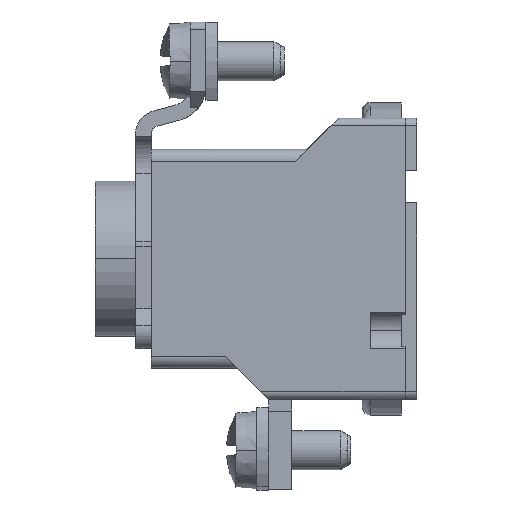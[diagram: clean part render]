
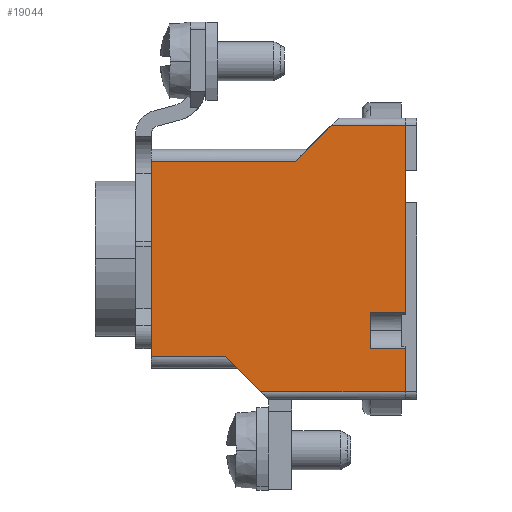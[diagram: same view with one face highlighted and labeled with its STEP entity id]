
A CAD part, left-side view. The second image highlights one B-rep face of the part: STEP entity #19044.
In plain terms, the highlighted planar face has unit normal (-1, 0, 0).
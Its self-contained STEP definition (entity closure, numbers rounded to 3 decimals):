
#12072=DIRECTION('',(0.,0.,-1.));
#12073=VECTOR('',#12072,25.);
#12074=CARTESIAN_POINT('',(-40.35,34.,12.5));
#12075=LINE('',#12074,#12073);
#13499=DIRECTION('',(0.,-1.,0.));
#13500=VECTOR('',#13499,9.5);
#13501=CARTESIAN_POINT('',(-40.35,34.,-12.5));
#13502=LINE('',#13501,#13500);
#13506=CARTESIAN_POINT('',(-40.35,24.5,-12.5));
#13518=DIRECTION('',(0.,-1.,0.));
#13519=VECTOR('',#13518,4.5);
#13520=CARTESIAN_POINT('',(-40.35,6.,-11.442));
#13521=LINE('',#13520,#13519);
#13525=DIRECTION('',(0.,0.707,0.707));
#13526=VECTOR('',#13525,6.364);
#13527=CARTESIAN_POINT('',(-40.35,20.,-17.));
#13528=LINE('',#13527,#13526);
#13532=DIRECTION('',(0.,-0.707,0.707));
#13533=VECTOR('',#13532,6.364);
#13534=CARTESIAN_POINT('',(-40.35,15.5,12.5));
#13535=LINE('',#13534,#13533);
#13539=DIRECTION('',(0.,-1.,0.));
#13540=VECTOR('',#13539,4.5);
#13541=CARTESIAN_POINT('',(-40.35,6.,-6.942));
#13542=LINE('',#13541,#13540);
#13560=DIRECTION('',(0.,0.,1.));
#13561=VECTOR('',#13560,23.942);
#13562=CARTESIAN_POINT('',(-40.35,1.5,-6.942));
#13563=LINE('',#13562,#13561);
#13624=DIRECTION('',(0.,1.,0.));
#13625=VECTOR('',#13624,9.5);
#13626=CARTESIAN_POINT('',(-40.35,1.5,17.));
#13627=LINE('',#13626,#13625);
#14815=DIRECTION('',(0.,0.,1.));
#14816=VECTOR('',#14815,5.558);
#14817=CARTESIAN_POINT('',(-40.35,1.5,-17.));
#14818=LINE('',#14817,#14816);
#14829=DIRECTION('',(0.,0.,1.));
#14830=VECTOR('',#14829,4.5);
#14831=CARTESIAN_POINT('',(-40.35,6.,-11.442));
#14832=LINE('',#14831,#14830);
#15136=DIRECTION('',(0.,-1.,0.));
#15137=VECTOR('',#15136,18.5);
#15138=CARTESIAN_POINT('',(-40.35,20.,-17.));
#15139=LINE('',#15138,#15137);
#15595=DIRECTION('',(0.,1.,0.));
#15596=VECTOR('',#15595,18.5);
#15597=CARTESIAN_POINT('',(-40.35,15.5,12.5));
#15598=LINE('',#15597,#15596);
#16625=CARTESIAN_POINT('',(-40.35,34.,12.5));
#16626=VERTEX_POINT('',#16625);
#16627=CARTESIAN_POINT('',(-40.35,34.,-12.5));
#16628=VERTEX_POINT('',#16627);
#16928=VERTEX_POINT('',#13506);
#16929=CARTESIAN_POINT('',(-40.35,20.,-17.));
#16930=VERTEX_POINT('',#16929);
#16931=CARTESIAN_POINT('',(-40.35,6.,-6.942));
#16932=CARTESIAN_POINT('',(-40.35,1.5,-6.942));
#16933=VERTEX_POINT('',#16931);
#16934=VERTEX_POINT('',#16932);
#16935=CARTESIAN_POINT('',(-40.35,6.,-11.442));
#16936=VERTEX_POINT('',#16935);
#16937=CARTESIAN_POINT('',(-40.35,1.5,-11.442));
#16938=VERTEX_POINT('',#16937);
#16939=CARTESIAN_POINT('',(-40.35,1.5,-17.));
#16940=VERTEX_POINT('',#16939);
#16941=CARTESIAN_POINT('',(-40.35,15.5,12.5));
#16942=VERTEX_POINT('',#16941);
#16943=CARTESIAN_POINT('',(-40.35,11.,17.));
#16944=VERTEX_POINT('',#16943);
#16945=CARTESIAN_POINT('',(-40.35,1.5,17.));
#16946=VERTEX_POINT('',#16945);
#19016=CARTESIAN_POINT('',(-40.35,0.,-18.));
#19017=DIRECTION('',(-1.,0.,0.));
#19018=DIRECTION('',(0.,0.,1.));
#19019=AXIS2_PLACEMENT_3D('',#19016,#19017,#19018);
#19020=PLANE('',#19019);
#19022=ORIENTED_EDGE('',*,*,#19021,.F.);
#19024=ORIENTED_EDGE('',*,*,#19023,.F.);
#19026=ORIENTED_EDGE('',*,*,#19025,.T.);
#19028=ORIENTED_EDGE('',*,*,#19027,.F.);
#19030=ORIENTED_EDGE('',*,*,#19029,.F.);
#19031=ORIENTED_EDGE('',*,*,#18979,.T.);
#19032=ORIENTED_EDGE('',*,*,#19003,.F.);
#19033=ORIENTED_EDGE('',*,*,#17760,.F.);
#19035=ORIENTED_EDGE('',*,*,#19034,.F.);
#19037=ORIENTED_EDGE('',*,*,#19036,.T.);
#19039=ORIENTED_EDGE('',*,*,#19038,.F.);
#19041=ORIENTED_EDGE('',*,*,#19040,.F.);
#19042=EDGE_LOOP('',(#19022,#19024,#19026,#19028,#19030,#19031,#19032,#19033,
#19035,#19037,#19039,#19041));
#19043=FACE_OUTER_BOUND('',#19042,.F.);
#17760=EDGE_CURVE('',#16626,#16628,#12075,.T.);
#18979=EDGE_CURVE('',#16930,#16928,#13528,.T.);
#19003=EDGE_CURVE('',#16628,#16928,#13502,.T.);
#19021=EDGE_CURVE('',#16933,#16934,#13542,.T.);
#19023=EDGE_CURVE('',#16936,#16933,#14832,.T.);
#19025=EDGE_CURVE('',#16936,#16938,#13521,.T.);
#19027=EDGE_CURVE('',#16940,#16938,#14818,.T.);
#19029=EDGE_CURVE('',#16930,#16940,#15139,.T.);
#19034=EDGE_CURVE('',#16942,#16626,#15598,.T.);
#19036=EDGE_CURVE('',#16942,#16944,#13535,.T.);
#19038=EDGE_CURVE('',#16946,#16944,#13627,.T.);
#19040=EDGE_CURVE('',#16934,#16946,#13563,.T.);
#19044=ADVANCED_FACE('',(#19043),#19020,.T.);
